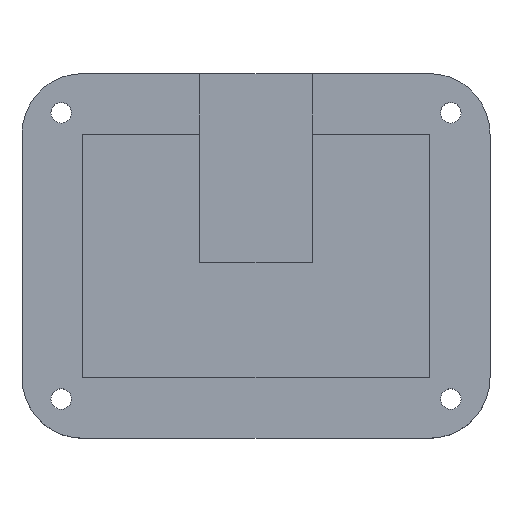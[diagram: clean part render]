
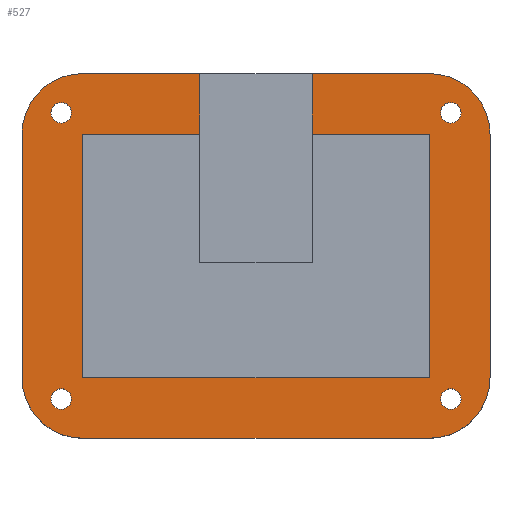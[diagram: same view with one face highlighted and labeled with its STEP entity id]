
A CAD part, top view. The second image highlights one B-rep face of the part: STEP entity #527.
In plain terms, the highlighted planar face has unit normal (0, 0, 1).
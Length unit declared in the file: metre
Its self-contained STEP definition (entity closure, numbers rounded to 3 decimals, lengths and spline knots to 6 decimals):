
#24=CIRCLE('',#573,0.0017);
#25=CIRCLE('',#574,0.0017);
#26=CIRCLE('',#575,0.0017);
#27=CIRCLE('',#576,0.0017);
#28=CIRCLE('',#577,0.01);
#29=CIRCLE('',#578,0.01);
#30=CIRCLE('',#579,0.01);
#31=CIRCLE('',#580,0.01);
#52=ORIENTED_EDGE('',*,*,#192,.T.);
#53=ORIENTED_EDGE('',*,*,#193,.F.);
#54=ORIENTED_EDGE('',*,*,#194,.T.);
#55=ORIENTED_EDGE('',*,*,#195,.F.);
#56=ORIENTED_EDGE('',*,*,#196,.F.);
#57=ORIENTED_EDGE('',*,*,#197,.T.);
#58=ORIENTED_EDGE('',*,*,#198,.T.);
#59=ORIENTED_EDGE('',*,*,#199,.T.);
#60=ORIENTED_EDGE('',*,*,#200,.F.);
#61=ORIENTED_EDGE('',*,*,#201,.T.);
#62=ORIENTED_EDGE('',*,*,#202,.F.);
#63=ORIENTED_EDGE('',*,*,#203,.T.);
#64=ORIENTED_EDGE('',*,*,#204,.T.);
#65=ORIENTED_EDGE('',*,*,#205,.T.);
#66=ORIENTED_EDGE('',*,*,#206,.T.);
#67=ORIENTED_EDGE('',*,*,#207,.F.);
#68=ORIENTED_EDGE('',*,*,#188,.F.);
#69=ORIENTED_EDGE('',*,*,#208,.F.);
#70=ORIENTED_EDGE('',*,*,#209,.T.);
#71=ORIENTED_EDGE('',*,*,#210,.T.);
#188=EDGE_CURVE('',#258,#259,#310,.T.);
#192=EDGE_CURVE('',#262,#262,#24,.T.);
#193=EDGE_CURVE('',#263,#263,#25,.T.);
#194=EDGE_CURVE('',#264,#264,#26,.T.);
#195=EDGE_CURVE('',#265,#265,#27,.T.);
#196=EDGE_CURVE('',#266,#267,#314,.T.);
#197=EDGE_CURVE('',#266,#268,#315,.T.);
#198=EDGE_CURVE('',#268,#269,#316,.T.);
#199=EDGE_CURVE('',#269,#270,#28,.T.);
#200=EDGE_CURVE('',#271,#270,#317,.T.);
#201=EDGE_CURVE('',#271,#272,#29,.T.);
#202=EDGE_CURVE('',#273,#272,#318,.T.);
#203=EDGE_CURVE('',#273,#274,#30,.T.);
#204=EDGE_CURVE('',#274,#275,#319,.T.);
#205=EDGE_CURVE('',#275,#276,#31,.T.);
#206=EDGE_CURVE('',#276,#277,#320,.T.);
#207=EDGE_CURVE('',#259,#277,#321,.T.);
#208=EDGE_CURVE('',#278,#258,#322,.T.);
#209=EDGE_CURVE('',#278,#279,#323,.T.);
#210=EDGE_CURVE('',#279,#267,#324,.T.);
#258=VERTEX_POINT('',#790);
#259=VERTEX_POINT('',#791);
#262=VERTEX_POINT('',#799);
#263=VERTEX_POINT('',#801);
#264=VERTEX_POINT('',#803);
#265=VERTEX_POINT('',#805);
#266=VERTEX_POINT('',#807);
#267=VERTEX_POINT('',#808);
#268=VERTEX_POINT('',#810);
#269=VERTEX_POINT('',#812);
#270=VERTEX_POINT('',#814);
#271=VERTEX_POINT('',#816);
#272=VERTEX_POINT('',#818);
#273=VERTEX_POINT('',#820);
#274=VERTEX_POINT('',#822);
#275=VERTEX_POINT('',#824);
#276=VERTEX_POINT('',#826);
#277=VERTEX_POINT('',#828);
#278=VERTEX_POINT('',#831);
#279=VERTEX_POINT('',#833);
#310=LINE('',#789,#356);
#314=LINE('',#806,#360);
#315=LINE('',#809,#361);
#316=LINE('',#811,#362);
#317=LINE('',#815,#363);
#318=LINE('',#819,#364);
#319=LINE('',#823,#365);
#320=LINE('',#827,#366);
#321=LINE('',#829,#367);
#322=LINE('',#830,#368);
#323=LINE('',#832,#369);
#324=LINE('',#834,#370);
#356=VECTOR('',#631,1.);
#360=VECTOR('',#645,1.);
#361=VECTOR('',#646,1.);
#362=VECTOR('',#647,1.);
#363=VECTOR('',#650,1.);
#364=VECTOR('',#653,1.);
#365=VECTOR('',#656,1.);
#366=VECTOR('',#659,1.);
#367=VECTOR('',#660,1.);
#368=VECTOR('',#661,1.);
#369=VECTOR('',#662,1.);
#370=VECTOR('',#663,1.);
#403=EDGE_LOOP('',(#52));
#404=EDGE_LOOP('',(#53));
#405=EDGE_LOOP('',(#54));
#406=EDGE_LOOP('',(#55));
#407=EDGE_LOOP('',(#56,#57,#58,#59,#60,#61,#62,#63,#64,#65,#66,#67,#68,
#69,#70,#71));
#455=FACE_BOUND('',#403,.T.);
#456=FACE_BOUND('',#404,.T.);
#457=FACE_BOUND('',#405,.T.);
#458=FACE_BOUND('',#406,.T.);
#459=FACE_BOUND('',#407,.T.);
#507=PLANE('',#572);
#527=ADVANCED_FACE('',(#455,#456,#457,#458,#459),#507,.T.);
#572=AXIS2_PLACEMENT_3D('',#797,#635,#636);
#573=AXIS2_PLACEMENT_3D('',#798,#637,#638);
#574=AXIS2_PLACEMENT_3D('',#800,#639,#640);
#575=AXIS2_PLACEMENT_3D('',#802,#641,#642);
#576=AXIS2_PLACEMENT_3D('',#804,#643,#644);
#577=AXIS2_PLACEMENT_3D('',#813,#648,#649);
#578=AXIS2_PLACEMENT_3D('',#817,#651,#652);
#579=AXIS2_PLACEMENT_3D('',#821,#654,#655);
#580=AXIS2_PLACEMENT_3D('',#825,#657,#658);
#631=DIRECTION('',(-1.,0.,0.));
#635=DIRECTION('',(0.,0.,1.));
#636=DIRECTION('',(1.,0.,0.));
#637=DIRECTION('',(0.,0.,-1.));
#638=DIRECTION('',(1.,0.,0.));
#639=DIRECTION('',(0.,0.,1.));
#640=DIRECTION('',(1.,0.,0.));
#641=DIRECTION('',(0.,0.,-1.));
#642=DIRECTION('',(1.,0.,0.));
#643=DIRECTION('',(0.,0.,1.));
#644=DIRECTION('',(1.,0.,0.));
#645=DIRECTION('',(-1.,0.,0.));
#646=DIRECTION('',(0.,1.,0.));
#647=DIRECTION('',(-1.,0.,0.));
#648=DIRECTION('',(0.,0.,1.));
#649=DIRECTION('',(1.,0.,0.));
#650=DIRECTION('',(0.,1.,0.));
#651=DIRECTION('',(0.,0.,1.));
#652=DIRECTION('',(1.,0.,0.));
#653=DIRECTION('',(-1.,0.,0.));
#654=DIRECTION('',(0.,0.,1.));
#655=DIRECTION('',(1.,0.,0.));
#656=DIRECTION('',(0.,1.,0.));
#657=DIRECTION('',(0.,0.,1.));
#658=DIRECTION('',(1.,0.,0.));
#659=DIRECTION('',(-1.,0.,0.));
#660=DIRECTION('',(0.,1.,0.));
#661=DIRECTION('',(0.,1.,0.));
#662=DIRECTION('',(-1.,0.,0.));
#663=DIRECTION('',(0.,1.,0.));
#789=CARTESIAN_POINT('',(0.,0.020061,0.017));
#790=CARTESIAN_POINT('',(0.028575,0.020061,0.017));
#791=CARTESIAN_POINT('',(0.00925,0.020061,0.017));
#797=CARTESIAN_POINT('',(0.,0.,0.017));
#798=CARTESIAN_POINT('',(0.032111,0.023597,0.017));
#799=CARTESIAN_POINT('',(0.033811,0.023597,0.017));
#800=CARTESIAN_POINT('',(0.032111,-0.023597,0.017));
#801=CARTESIAN_POINT('',(0.033811,-0.023597,0.017));
#802=CARTESIAN_POINT('',(-0.032111,-0.023597,0.017));
#803=CARTESIAN_POINT('',(-0.030411,-0.023597,0.017));
#804=CARTESIAN_POINT('',(-0.032111,0.023597,0.017));
#805=CARTESIAN_POINT('',(-0.030411,0.023597,0.017));
#806=CARTESIAN_POINT('',(0.,0.020061,0.017));
#807=CARTESIAN_POINT('',(-0.00925,0.020061,0.017));
#808=CARTESIAN_POINT('',(-0.028575,0.020061,0.017));
#809=CARTESIAN_POINT('',(-0.00925,0.025061,0.017));
#810=CARTESIAN_POINT('',(-0.00925,0.030061,0.017));
#811=CARTESIAN_POINT('',(0.,0.030061,0.017));
#812=CARTESIAN_POINT('',(-0.028575,0.030061,0.017));
#813=CARTESIAN_POINT('',(-0.028575,0.020061,0.017));
#814=CARTESIAN_POINT('',(-0.038575,0.020061,0.017));
#815=CARTESIAN_POINT('',(-0.038575,0.,0.017));
#816=CARTESIAN_POINT('',(-0.038575,-0.020061,0.017));
#817=CARTESIAN_POINT('',(-0.028575,-0.020061,0.017));
#818=CARTESIAN_POINT('',(-0.028575,-0.030061,0.017));
#819=CARTESIAN_POINT('',(0.,-0.030061,0.017));
#820=CARTESIAN_POINT('',(0.028575,-0.030061,0.017));
#821=CARTESIAN_POINT('',(0.028575,-0.020061,0.017));
#822=CARTESIAN_POINT('',(0.038575,-0.020061,0.017));
#823=CARTESIAN_POINT('',(0.038575,0.,0.017));
#824=CARTESIAN_POINT('',(0.038575,0.020061,0.017));
#825=CARTESIAN_POINT('',(0.028575,0.020061,0.017));
#826=CARTESIAN_POINT('',(0.028575,0.030061,0.017));
#827=CARTESIAN_POINT('',(0.,0.030061,0.017));
#828=CARTESIAN_POINT('',(0.00925,0.030061,0.017));
#829=CARTESIAN_POINT('',(0.00925,0.025061,0.017));
#830=CARTESIAN_POINT('',(0.028575,0.,0.017));
#831=CARTESIAN_POINT('',(0.028575,-0.020061,0.017));
#832=CARTESIAN_POINT('',(0.,-0.020061,0.017));
#833=CARTESIAN_POINT('',(-0.028575,-0.020061,0.017));
#834=CARTESIAN_POINT('',(-0.028575,0.,0.017));
